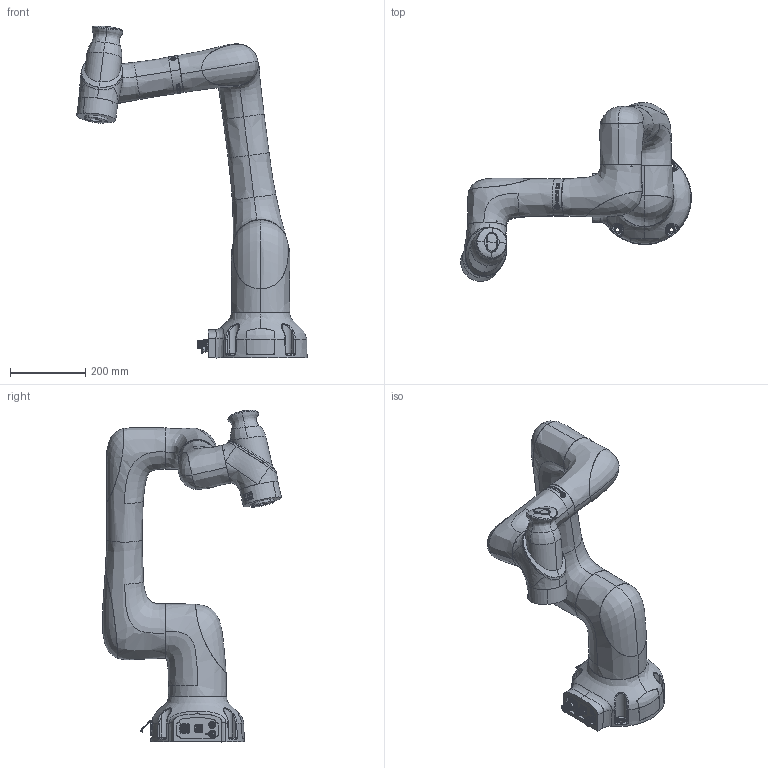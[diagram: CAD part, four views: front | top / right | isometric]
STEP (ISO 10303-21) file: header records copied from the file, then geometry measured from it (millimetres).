
FILE_DESCRIPTION (( 'STEP AP214' ), '1' );
FILE_NAME ('Auctech ACR7-988.STEP', '2024-08-07T02:43:44', ( '' ), ( '' ), 'SwSTEP 2.0', 'SolidWorks 2023', '' );
FILE_SCHEMA (( 'AUTOMOTIVE_DESIGN' ));
Length unit declared in the file: millimetre
Products named in the file (8): ACR7-R988_toolflange; ACR7-R988_J4; ACR7-R988_J5; ACR7-R988_J2; Auctech ACR7-988; ACR7-R988_J1; ACR7-R988_J3; ACR7-R988_J6
Assembly tree (7 placements, depth 2):
  Auctech ACR7-988
    ACR7-R988_J1
    ACR7-R988_J2
    ACR7-R988_J3
    ACR7-R988_J4
    ACR7-R988_J5
    ACR7-R988_J6
    ACR7-R988_toolflange
Bounding box: 614.64 x 477.1 x 885.06 mm (x, y, z)
Volume: 20792911.3 mm3; surface area: 1197019.1 mm2
Topology: 25 solids, 40 shells, 4577 faces, 12673 edges, 8374 vertices
Faces by surface type: plane 2263, cylinder 1188, bspline 882, cone 234, torus 10
Entity records: 236451 total; most frequent: CARTESIAN_POINT 133983, ORIENTED_EDGE 25256, DIRECTION 14676, EDGE_CURVE 12630, VERTEX_POINT 8374, B_SPLINE_CURVE_WITH_KNOTS 6300, VECTOR 5030, LINE 5030
